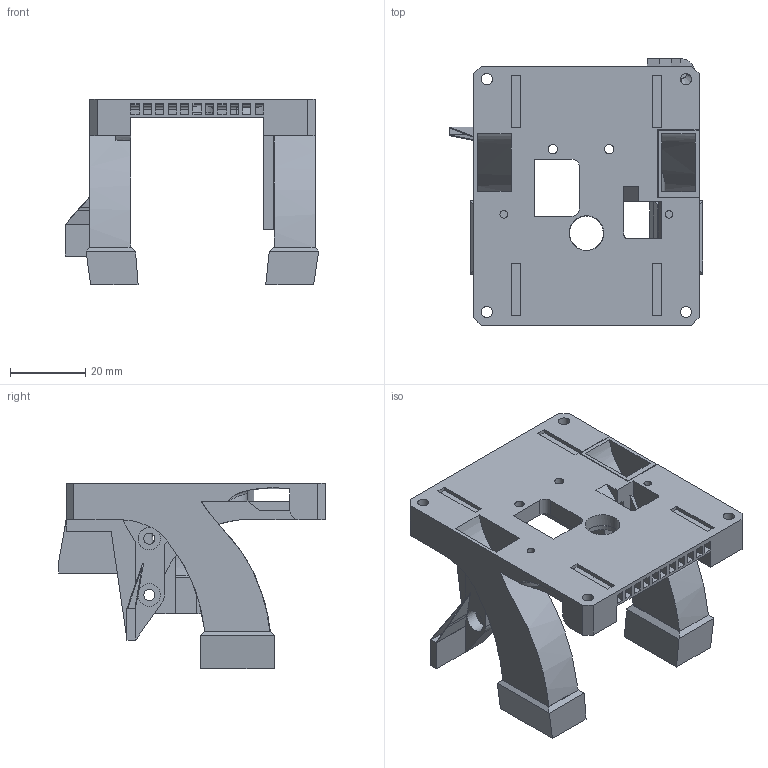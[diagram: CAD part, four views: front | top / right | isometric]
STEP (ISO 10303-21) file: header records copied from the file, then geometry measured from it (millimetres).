
FILE_DESCRIPTION(/* description */ (''),/* implementation_level */ '2;1');
FILE_NAME(/* name */ 'Karas5015M_Bottom.step',/* time_stamp */ '2023-01-22T00:00:04+03:00',/* author */ (''),/* organization */ (''),/* preprocessor_version */ 'ST-DEVELOPER v19.2',/* originating_system */ 'Autodesk Translation Framework v11.17.0.187',/* authorisation */ '');
FILE_SCHEMA (('AUTOMOTIVE_DESIGN { 1 0 10303 214 3 1 1 }'));
Length unit declared in the file: millimetre
Products named in the file (1): Karas5015M_Bottom
Bounding box: 67.47 x 70.97 x 49.39 mm (x, y, z)
Volume: 28051.6 mm3; surface area: 28578.7 mm2
Topology: 8 solids, 8 shells, 561 faces, 1555 edges, 1001 vertices
Faces by surface type: plane 401, bspline 93, cylinder 66, torus 1
Full cylindrical faces by diameter (mm): 2 x2, 2.5 x2, 2.8 x2, 3 x8, 3.2 x4, 4 x4, 6 x4, 9.25 x1
Entity records: 20986 total; most frequent: CARTESIAN_POINT 7128, ORIENTED_EDGE 3112, DIRECTION 2424, EDGE_CURVE 1556, LINE 1126, VECTOR 1126, VERTEX_POINT 1003, AXIS2_PLACEMENT_3D 649
